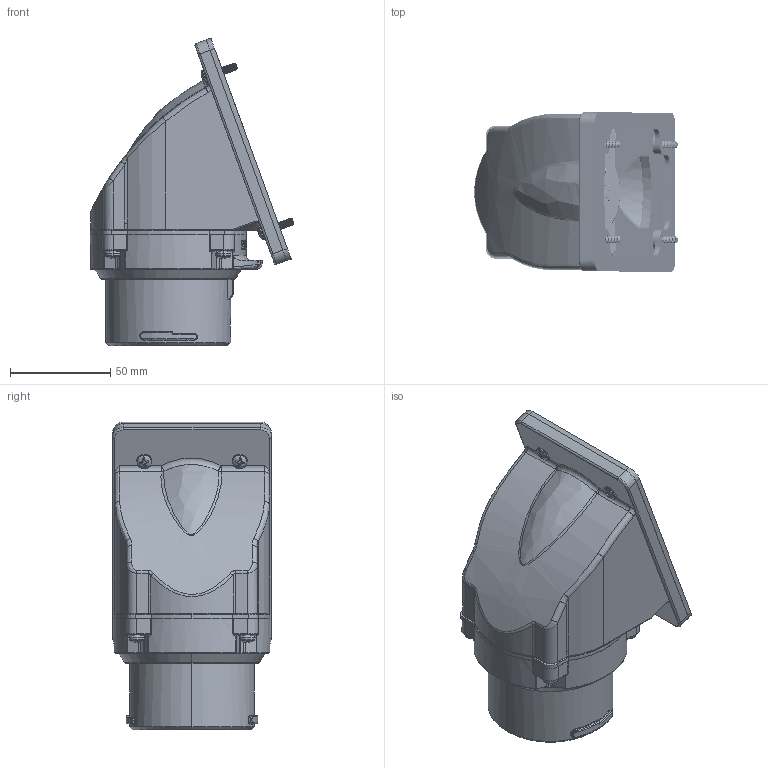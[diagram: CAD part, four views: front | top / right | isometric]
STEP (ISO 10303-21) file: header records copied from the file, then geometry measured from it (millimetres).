
FILE_DESCRIPTION (( 'STEP AP214' ), '1' );
FILE_NAME ('ORC6807-60BA043.STEP', '2025-09-29T14:43:01', ( '' ), ( '' ), 'SwSTEP 2.0', 'SolidWorks 2024', '' );
FILE_SCHEMA (( 'AUTOMOTIVE_DESIGN' ));
Length unit declared in the file: inch
Products named in the file (1): ORC6807-60BA043
Bounding box: 101.75 x 79.48 x 153.81 mm (x, y, z)
Volume: 262337.2 mm3; surface area: 92300 mm2
Topology: 17 solids, 26 shells, 2672 faces, 7043 edges, 4507 vertices
Faces by surface type: cylinder 978, plane 938, bspline 421, torus 173, cone 124, sphere 38
Entity records: 164607 total; most frequent: CARTESIAN_POINT 105192, ORIENTED_EDGE 14022, DIRECTION 10234, EDGE_CURVE 7011, VERTEX_POINT 4505, AXIS2_PLACEMENT_3D 3803, EDGE_LOOP 2826, ADVANCED_FACE 2672
